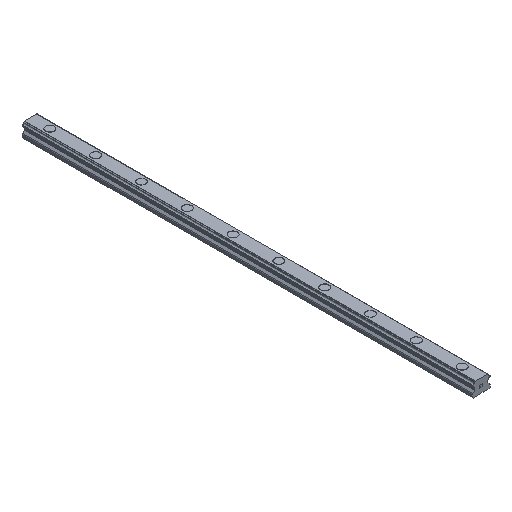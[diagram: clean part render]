
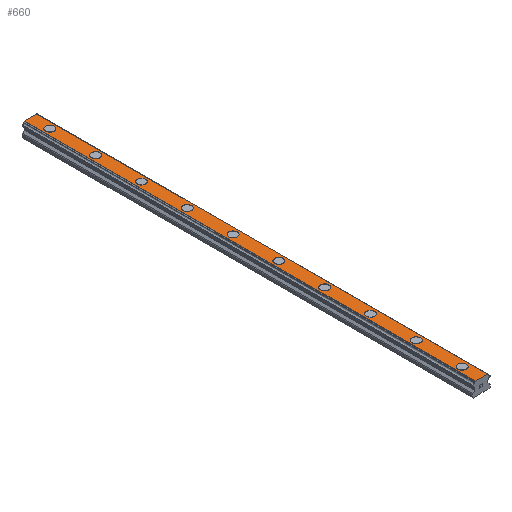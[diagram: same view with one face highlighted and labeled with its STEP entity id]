
A CAD part, isometric view. The second image highlights one B-rep face of the part: STEP entity #660.
In plain terms, the highlighted planar face has unit normal (0, 0, 1).
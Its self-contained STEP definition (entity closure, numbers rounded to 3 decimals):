
#660=ADVANCED_FACE('',(#1347,#1348,#1349,#1350,#1351,#1352,#1353,#1354,#1355,#1356,#1357),#1358,.T.);
#1347=FACE_BOUND('',#2054,.T.);
#1348=FACE_BOUND('',#2055,.T.);
#1349=FACE_BOUND('',#2056,.T.);
#1350=FACE_BOUND('',#2057,.T.);
#1351=FACE_BOUND('',#2058,.T.);
#1352=FACE_BOUND('',#2059,.T.);
#1353=FACE_BOUND('',#2060,.T.);
#1354=FACE_BOUND('',#2061,.T.);
#1355=FACE_BOUND('',#2062,.T.);
#1356=FACE_BOUND('',#2063,.T.);
#1357=FACE_OUTER_BOUND('',#2064,.T.);
#1358=PLANE('',#2065);
#2054=EDGE_LOOP('',(#4010,#4011));
#2055=EDGE_LOOP('',(#4012,#4013));
#2056=EDGE_LOOP('',(#4014,#4015));
#2057=EDGE_LOOP('',(#4016,#4017));
#2058=EDGE_LOOP('',(#4018,#4019));
#2059=EDGE_LOOP('',(#4020,#4021));
#2060=EDGE_LOOP('',(#4022,#4023));
#2061=EDGE_LOOP('',(#4024,#4025));
#2062=EDGE_LOOP('',(#4026,#4027));
#2063=EDGE_LOOP('',(#4028,#4029));
#2064=EDGE_LOOP('',(#4030,#4031,#4032,#4033));
#2065=AXIS2_PLACEMENT_3D('',#4034,#4035,#4036);
#4010=ORIENTED_EDGE('',*,*,#4357,.T.);
#4011=ORIENTED_EDGE('',*,*,#4793,.T.);
#4012=ORIENTED_EDGE('',*,*,#4343,.T.);
#4013=ORIENTED_EDGE('',*,*,#4831,.T.);
#4014=ORIENTED_EDGE('',*,*,#4329,.T.);
#4015=ORIENTED_EDGE('',*,*,#4846,.T.);
#4016=ORIENTED_EDGE('',*,*,#4315,.T.);
#4017=ORIENTED_EDGE('',*,*,#4861,.T.);
#4018=ORIENTED_EDGE('',*,*,#4301,.T.);
#4019=ORIENTED_EDGE('',*,*,#4876,.T.);
#4020=ORIENTED_EDGE('',*,*,#4287,.T.);
#4021=ORIENTED_EDGE('',*,*,#4891,.T.);
#4022=ORIENTED_EDGE('',*,*,#4273,.T.);
#4023=ORIENTED_EDGE('',*,*,#4906,.T.);
#4024=ORIENTED_EDGE('',*,*,#4259,.T.);
#4025=ORIENTED_EDGE('',*,*,#4921,.T.);
#4026=ORIENTED_EDGE('',*,*,#4245,.T.);
#4027=ORIENTED_EDGE('',*,*,#4936,.T.);
#4028=ORIENTED_EDGE('',*,*,#4231,.T.);
#4029=ORIENTED_EDGE('',*,*,#4951,.T.);
#4030=ORIENTED_EDGE('',*,*,#4772,.T.);
#4031=ORIENTED_EDGE('',*,*,#5004,.F.);
#4032=ORIENTED_EDGE('',*,*,#4646,.T.);
#4033=ORIENTED_EDGE('',*,*,#5002,.T.);
#4034=CARTESIAN_POINT('',(0.,590.0,18.));
#4035=DIRECTION('',(0.0,0.0,1.0));
#4036=DIRECTION('',(-1.0,0.0,0.0));
#4231=EDGE_CURVE('',#5064,#5061,#5065,.T.);
#4245=EDGE_CURVE('',#5090,#5087,#5091,.T.);
#4259=EDGE_CURVE('',#5116,#5113,#5117,.T.);
#4273=EDGE_CURVE('',#5142,#5139,#5143,.T.);
#4287=EDGE_CURVE('',#5168,#5165,#5169,.T.);
#4301=EDGE_CURVE('',#5194,#5191,#5195,.T.);
#4315=EDGE_CURVE('',#5220,#5217,#5221,.T.);
#4329=EDGE_CURVE('',#5246,#5243,#5247,.T.);
#4343=EDGE_CURVE('',#5272,#5269,#5273,.T.);
#4357=EDGE_CURVE('',#5298,#5295,#5299,.T.);
#4646=EDGE_CURVE('',#5727,#5725,#5728,.T.);
#4772=EDGE_CURVE('',#5934,#5932,#5935,.T.);
#4793=EDGE_CURVE('',#5295,#5298,#5974,.T.);
#4831=EDGE_CURVE('',#5269,#5272,#6025,.T.);
#4846=EDGE_CURVE('',#5243,#5246,#6043,.T.);
#4861=EDGE_CURVE('',#5217,#5220,#6061,.T.);
#4876=EDGE_CURVE('',#5191,#5194,#6079,.T.);
#4891=EDGE_CURVE('',#5165,#5168,#6097,.T.);
#4906=EDGE_CURVE('',#5139,#5142,#6115,.T.);
#4921=EDGE_CURVE('',#5113,#5116,#6133,.T.);
#4936=EDGE_CURVE('',#5087,#5090,#6151,.T.);
#4951=EDGE_CURVE('',#5061,#5064,#6169,.T.);
#5002=EDGE_CURVE('',#5725,#5934,#6223,.T.);
#5004=EDGE_CURVE('',#5727,#5932,#6225,.T.);
#5061=VERTEX_POINT('',#6284);
#5064=VERTEX_POINT('',#6288);
#5065=CIRCLE('',#6289,5.5);
#5087=VERTEX_POINT('',#6314);
#5090=VERTEX_POINT('',#6318);
#5091=CIRCLE('',#6319,5.5);
#5113=VERTEX_POINT('',#6344);
#5116=VERTEX_POINT('',#6348);
#5117=CIRCLE('',#6349,5.5);
#5139=VERTEX_POINT('',#6374);
#5142=VERTEX_POINT('',#6378);
#5143=CIRCLE('',#6379,5.5);
#5165=VERTEX_POINT('',#6404);
#5168=VERTEX_POINT('',#6408);
#5169=CIRCLE('',#6409,5.5);
#5191=VERTEX_POINT('',#6434);
#5194=VERTEX_POINT('',#6438);
#5195=CIRCLE('',#6439,5.5);
#5217=VERTEX_POINT('',#6464);
#5220=VERTEX_POINT('',#6468);
#5221=CIRCLE('',#6469,5.5);
#5243=VERTEX_POINT('',#6494);
#5246=VERTEX_POINT('',#6498);
#5247=CIRCLE('',#6499,5.5);
#5269=VERTEX_POINT('',#6524);
#5272=VERTEX_POINT('',#6528);
#5273=CIRCLE('',#6529,5.5);
#5295=VERTEX_POINT('',#6554);
#5298=VERTEX_POINT('',#6558);
#5299=CIRCLE('',#6559,5.5);
#5725=VERTEX_POINT('',#7131);
#5727=VERTEX_POINT('',#7133);
#5728=LINE('',#7134,#7135);
#5932=VERTEX_POINT('',#7420);
#5934=VERTEX_POINT('',#7422);
#5935=LINE('',#7423,#7424);
#5974=CIRCLE('',#7472,5.5);
#6025=CIRCLE('',#7538,5.5);
#6043=CIRCLE('',#7559,5.5);
#6061=CIRCLE('',#7580,5.5);
#6079=CIRCLE('',#7601,5.5);
#6097=CIRCLE('',#7622,5.5);
#6115=CIRCLE('',#7643,5.5);
#6133=CIRCLE('',#7664,5.5);
#6151=CIRCLE('',#7685,5.5);
#6169=CIRCLE('',#7706,5.5);
#6223=LINE('',#7781,#7782);
#6225=LINE('',#7784,#7785);
#6284=CARTESIAN_POINT('',(5.5,25.0,18.));
#6288=CARTESIAN_POINT('',(-5.5,25.0,18.));
#6289=AXIS2_PLACEMENT_3D('',#7863,#7864,#7865);
#6314=CARTESIAN_POINT('',(5.5,85.0,18.));
#6318=CARTESIAN_POINT('',(-5.5,85.0,18.));
#6319=AXIS2_PLACEMENT_3D('',#7891,#7892,#7893);
#6344=CARTESIAN_POINT('',(5.5,145.0,18.));
#6348=CARTESIAN_POINT('',(-5.5,145.0,18.));
#6349=AXIS2_PLACEMENT_3D('',#7919,#7920,#7921);
#6374=CARTESIAN_POINT('',(5.5,205.0,18.));
#6378=CARTESIAN_POINT('',(-5.5,205.0,18.));
#6379=AXIS2_PLACEMENT_3D('',#7947,#7948,#7949);
#6404=CARTESIAN_POINT('',(5.5,265.0,18.));
#6408=CARTESIAN_POINT('',(-5.5,265.0,18.));
#6409=AXIS2_PLACEMENT_3D('',#7975,#7976,#7977);
#6434=CARTESIAN_POINT('',(5.5,325.0,18.));
#6438=CARTESIAN_POINT('',(-5.5,325.0,18.));
#6439=AXIS2_PLACEMENT_3D('',#8003,#8004,#8005);
#6464=CARTESIAN_POINT('',(5.5,385.0,18.));
#6468=CARTESIAN_POINT('',(-5.5,385.0,18.));
#6469=AXIS2_PLACEMENT_3D('',#8031,#8032,#8033);
#6494=CARTESIAN_POINT('',(5.5,445.0,18.));
#6498=CARTESIAN_POINT('',(-5.5,445.0,18.));
#6499=AXIS2_PLACEMENT_3D('',#8059,#8060,#8061);
#6524=CARTESIAN_POINT('',(5.5,505.0,18.));
#6528=CARTESIAN_POINT('',(-5.5,505.0,18.));
#6529=AXIS2_PLACEMENT_3D('',#8087,#8088,#8089);
#6554=CARTESIAN_POINT('',(5.5,565.0,18.));
#6558=CARTESIAN_POINT('',(-5.5,565.0,18.));
#6559=AXIS2_PLACEMENT_3D('',#8115,#8116,#8117);
#7131=CARTESIAN_POINT('',(-7.959,590.0,18.));
#7133=CARTESIAN_POINT('',(7.959,590.0,18.));
#7134=CARTESIAN_POINT('',(7.959,590.0,18.));
#7135=VECTOR('',#8447,1.0);
#7420=CARTESIAN_POINT('',(7.959,0.0,18.));
#7422=CARTESIAN_POINT('',(-7.959,0.0,18.));
#7423=CARTESIAN_POINT('',(7.959,0.0,18.));
#7424=VECTOR('',#8589,1.0);
#7472=AXIS2_PLACEMENT_3D('',#8629,#8630,#8631);
#7538=AXIS2_PLACEMENT_3D('',#8692,#8693,#8694);
#7559=AXIS2_PLACEMENT_3D('',#8713,#8714,#8715);
#7580=AXIS2_PLACEMENT_3D('',#8734,#8735,#8736);
#7601=AXIS2_PLACEMENT_3D('',#8755,#8756,#8757);
#7622=AXIS2_PLACEMENT_3D('',#8776,#8777,#8778);
#7643=AXIS2_PLACEMENT_3D('',#8797,#8798,#8799);
#7664=AXIS2_PLACEMENT_3D('',#8818,#8819,#8820);
#7685=AXIS2_PLACEMENT_3D('',#8839,#8840,#8841);
#7706=AXIS2_PLACEMENT_3D('',#8860,#8861,#8862);
#7781=CARTESIAN_POINT('',(-7.959,590.0,18.));
#7782=VECTOR('',#8899,1.0);
#7784=CARTESIAN_POINT('',(7.959,590.0,18.));
#7785=VECTOR('',#8900,1.0);
#7863=CARTESIAN_POINT('',(0.0,25.0,18.));
#7864=DIRECTION('',(0.0,0.0,-1.0));
#7865=DIRECTION('',(1.0,0.0,0.0));
#7891=CARTESIAN_POINT('',(0.0,85.0,18.));
#7892=DIRECTION('',(0.0,0.0,-1.0));
#7893=DIRECTION('',(1.0,0.0,0.0));
#7919=CARTESIAN_POINT('',(0.0,145.0,18.));
#7920=DIRECTION('',(0.0,0.0,-1.0));
#7921=DIRECTION('',(1.0,0.0,0.0));
#7947=CARTESIAN_POINT('',(0.0,205.0,18.));
#7948=DIRECTION('',(0.0,0.0,-1.0));
#7949=DIRECTION('',(1.0,0.0,0.0));
#7975=CARTESIAN_POINT('',(0.0,265.0,18.));
#7976=DIRECTION('',(0.0,0.0,-1.0));
#7977=DIRECTION('',(1.0,0.0,0.0));
#8003=CARTESIAN_POINT('',(0.0,325.0,18.));
#8004=DIRECTION('',(0.0,0.0,-1.0));
#8005=DIRECTION('',(1.0,0.0,0.0));
#8031=CARTESIAN_POINT('',(0.0,385.0,18.));
#8032=DIRECTION('',(0.0,0.0,-1.0));
#8033=DIRECTION('',(1.0,0.0,0.0));
#8059=CARTESIAN_POINT('',(0.0,445.0,18.));
#8060=DIRECTION('',(0.0,0.0,-1.0));
#8061=DIRECTION('',(1.0,0.0,0.0));
#8087=CARTESIAN_POINT('',(0.0,505.0,18.));
#8088=DIRECTION('',(0.0,0.0,-1.0));
#8089=DIRECTION('',(1.0,0.0,0.0));
#8115=CARTESIAN_POINT('',(0.0,565.0,18.));
#8116=DIRECTION('',(0.0,0.0,-1.0));
#8117=DIRECTION('',(1.0,0.0,0.0));
#8447=DIRECTION('',(-1.0,0.0,0.0));
#8589=DIRECTION('',(1.0,0.0,0.0));
#8629=CARTESIAN_POINT('',(0.0,565.0,18.));
#8630=DIRECTION('',(0.0,0.0,-1.0));
#8631=DIRECTION('',(1.0,0.0,0.0));
#8692=CARTESIAN_POINT('',(0.0,505.0,18.));
#8693=DIRECTION('',(0.0,0.0,-1.0));
#8694=DIRECTION('',(1.0,0.0,0.0));
#8713=CARTESIAN_POINT('',(0.0,445.0,18.));
#8714=DIRECTION('',(0.0,0.0,-1.0));
#8715=DIRECTION('',(1.0,0.0,0.0));
#8734=CARTESIAN_POINT('',(0.0,385.0,18.));
#8735=DIRECTION('',(0.0,0.0,-1.0));
#8736=DIRECTION('',(1.0,0.0,0.0));
#8755=CARTESIAN_POINT('',(0.0,325.0,18.));
#8756=DIRECTION('',(0.0,0.0,-1.0));
#8757=DIRECTION('',(1.0,0.0,0.0));
#8776=CARTESIAN_POINT('',(0.0,265.0,18.));
#8777=DIRECTION('',(0.0,0.0,-1.0));
#8778=DIRECTION('',(1.0,0.0,0.0));
#8797=CARTESIAN_POINT('',(0.0,205.0,18.));
#8798=DIRECTION('',(0.0,0.0,-1.0));
#8799=DIRECTION('',(1.0,0.0,0.0));
#8818=CARTESIAN_POINT('',(0.0,145.0,18.));
#8819=DIRECTION('',(0.0,0.0,-1.0));
#8820=DIRECTION('',(1.0,0.0,0.0));
#8839=CARTESIAN_POINT('',(0.0,85.0,18.));
#8840=DIRECTION('',(0.0,0.0,-1.0));
#8841=DIRECTION('',(1.0,0.0,0.0));
#8860=CARTESIAN_POINT('',(0.0,25.0,18.));
#8861=DIRECTION('',(0.0,0.0,-1.0));
#8862=DIRECTION('',(1.0,0.0,0.0));
#8899=DIRECTION('',(0.0,-1.0,0.0));
#8900=DIRECTION('',(0.0,-1.0,0.0));
